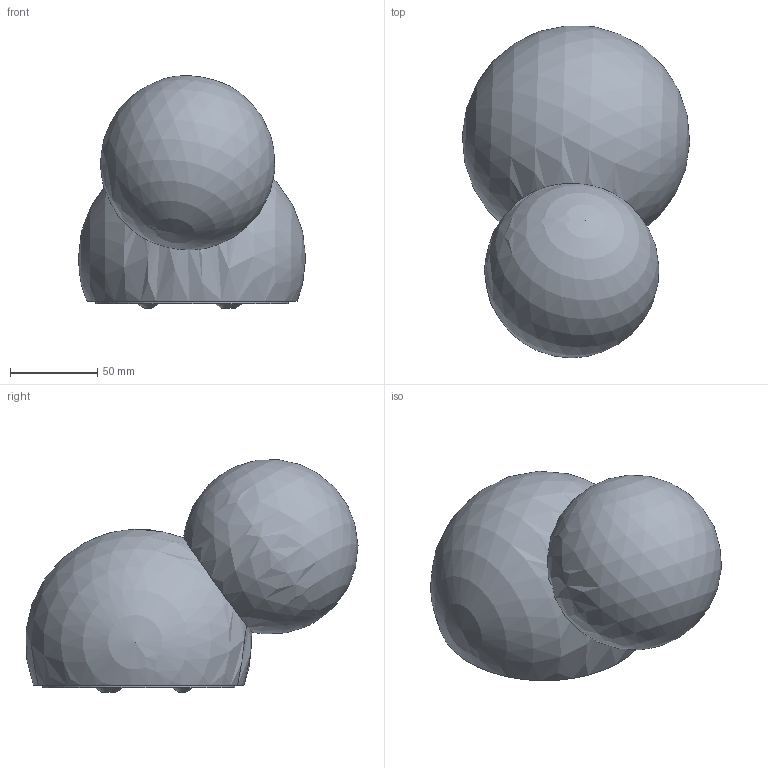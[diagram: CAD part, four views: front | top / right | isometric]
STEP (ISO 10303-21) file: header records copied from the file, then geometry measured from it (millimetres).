
FILE_DESCRIPTION(/* description */ (''),/* implementation_level */ '2;1');
FILE_NAME(/* name */ 'F353845100BINE.stp',/* time_stamp */ '2020-01-16T11:11:01+01:00',/* author */ ('sghezzi'),/* organization */ (''),/* preprocessor_version */ 'ST-DEVELOPER v17.2',/* originating_system */ 'Autodesk Inventor 2019',/* authorisation */ '');
FILE_SCHEMA (('AUTOMOTIVE_DESIGN { 1 0 10303 214 3 1 1 }'));
Length unit declared in the file: millimetre
Products named in the file (19): Bruco_3538; Prova piastra; Staffa per piastra muro fissa; staffa per molla; staffa binario; Staffa per piastra; 005000591_PL_ E14_art591_ZnBi_T230; 064001000_Tubetto_filetttato_M10x1x10; 063015000_rondella_De_10,5x18x0,9_ZnBi; 060009000_DADO_ES_M10X1_H3_L13_ZnBi; 006000050_DADO_ES_M5_H4_S8; molla; 005273000_Morsettiera_3poli_PA27-FV; 006600026_passacavo_5037-3-05; 066029010_Vite_M3x12_TCb+_ZnBi; 058001000_Capocorda_foro_10; vite_M5x30_TEi_Fe_ZnBi_Din933; Sfera grande; Sfera piccola
Assembly tree (19 placements, depth 2):
  Bruco_3538
    Prova piastra
    Staffa per piastra muro fissa
    staffa per molla
    staffa binario  x2
    Staffa per piastra
    005000591_PL_ E14_art591_ZnBi_T230
    064001000_Tubetto_filetttato_M10x1x10
    063015000_rondella_De_10,5x18x0,9_ZnBi
    060009000_DADO_ES_M10X1_H3_L13_ZnBi
    006000050_DADO_ES_M5_H4_S8
    molla
    005273000_Morsettiera_3poli_PA27-FV
    006600026_passacavo_5037-3-05
    066029010_Vite_M3x12_TCb+_ZnBi
    058001000_Capocorda_foro_10
    vite_M5x30_TEi_Fe_ZnBi_Din933
    Sfera grande
    Sfera piccola
Bounding box: 129.93 x 189.78 x 132.98 mm (x, y, z)
Volume: 220528.5 mm3; surface area: 174523.3 mm2
Topology: 19 solids, 19 shells, 517 faces, 1309 edges, 847 vertices
Faces by surface type: plane 368, cylinder 122, bspline 11, cone 9, sphere 5, torus 2
Full cylindrical faces by diameter (mm): 1.5 x1, 2.3 x3, 2.362 x1, 2.39 x1, 2.459 x1, 3 x1, 3.2 x8, 3.5 x1, 4 x6, 4.134 x1, 5 x1, 5.5 x2, 5.6 x2, 6 x6, 7 x2, 8.376 x1, 10 x4, 10.4 x1, 10.5 x1, 11 x1, 26 x1, 28 x1, 52 x1, 100 x1, 110 x1
Entity records: 21464 total; most frequent: CARTESIAN_POINT 8120, DIRECTION 2654, ORIENTED_EDGE 2538, EDGE_CURVE 1269, LINE 914, VECTOR 914, AXIS2_PLACEMENT_3D 870, VERTEX_POINT 823
